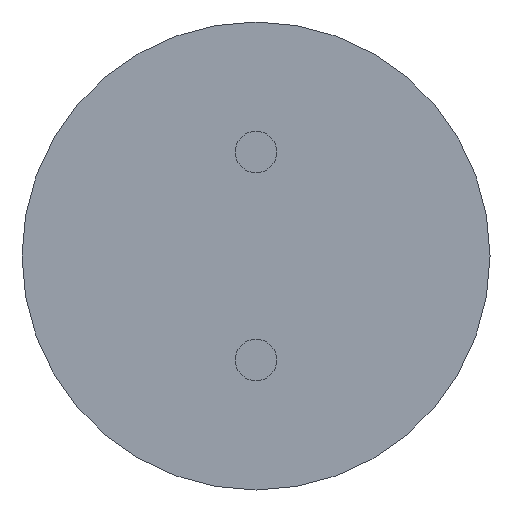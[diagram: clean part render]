
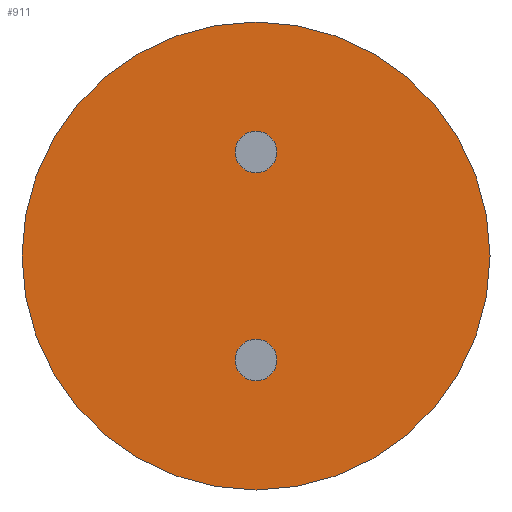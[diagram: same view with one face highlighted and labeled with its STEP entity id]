
A CAD part, front view. The second image highlights one B-rep face of the part: STEP entity #911.
In plain terms, the highlighted planar face has unit normal (0, -1, 0).
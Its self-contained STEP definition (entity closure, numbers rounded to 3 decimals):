
#45 = EDGE_LOOP ( 'NONE', ( #956, #100 ) ) ;
#58 = DIRECTION ( 'NONE',  ( 0., 0., 1. ) ) ;
#64 = CARTESIAN_POINT ( 'NONE',  ( 0., 0., 2. ) ) ;
#91 = AXIS2_PLACEMENT_3D ( 'NONE', #628, #916, #58 ) ;
#100 = ORIENTED_EDGE ( 'NONE', *, *, #983, .F. ) ;
#103 = CARTESIAN_POINT ( 'NONE',  ( 0., 0., -2. ) ) ;
#120 = VERTEX_POINT ( 'NONE', #343 ) ;
#129 = ORIENTED_EDGE ( 'NONE', *, *, #874, .F. ) ;
#132 = EDGE_CURVE ( 'NONE', #182, #189, #820, .T. ) ;
#134 = DIRECTION ( 'NONE',  ( 0., 0., 1. ) ) ;
#137 = AXIS2_PLACEMENT_3D ( 'NONE', #742, #350, #881 ) ;
#139 = CARTESIAN_POINT ( 'NONE',  ( 0., 0., 2.4 ) ) ;
#163 = DIRECTION ( 'NONE',  ( 0., -1., 0. ) ) ;
#166 = CARTESIAN_POINT ( 'NONE',  ( 0., 0., -2.4 ) ) ;
#182 = VERTEX_POINT ( 'NONE', #139 ) ;
#189 = VERTEX_POINT ( 'NONE', #533 ) ;
#206 = DIRECTION ( 'NONE',  ( 0., 1., 0. ) ) ;
#210 = AXIS2_PLACEMENT_3D ( 'NONE', #103, #163, #322 ) ;
#231 = CARTESIAN_POINT ( 'NONE',  ( 0., 0., 0. ) ) ;
#280 = EDGE_LOOP ( 'NONE', ( #500, #129 ) ) ;
#286 = AXIS2_PLACEMENT_3D ( 'NONE', #741, #206, #596 ) ;
#292 = DIRECTION ( 'NONE',  ( 0., 0., 1. ) ) ;
#307 = AXIS2_PLACEMENT_3D ( 'NONE', #64, #381, #292 ) ;
#322 = DIRECTION ( 'NONE',  ( 0., 0., 1. ) ) ;
#343 = CARTESIAN_POINT ( 'NONE',  ( 0., 0., -1.6 ) ) ;
#350 = DIRECTION ( 'NONE',  ( 0., -1., 0. ) ) ;
#381 = DIRECTION ( 'NONE',  ( 0., -1., 0. ) ) ;
#500 = ORIENTED_EDGE ( 'NONE', *, *, #923, .F. ) ;
#504 = ORIENTED_EDGE ( 'NONE', *, *, #579, .F. ) ;
#527 = CIRCLE ( 'NONE', #91, 4.5 ) ;
#529 = CARTESIAN_POINT ( 'NONE',  ( 0., 0., -2. ) ) ;
#533 = CARTESIAN_POINT ( 'NONE',  ( 0., 0., 1.6 ) ) ;
#548 = ORIENTED_EDGE ( 'NONE', *, *, #627, .F. ) ;
#579 = EDGE_CURVE ( 'NONE', #120, #601, #851, .T. ) ;
#596 = DIRECTION ( 'NONE',  ( 0., 0., 1. ) ) ;
#601 = VERTEX_POINT ( 'NONE', #166 ) ;
#602 = CARTESIAN_POINT ( 'NONE',  ( 0., 0., 4.5 ) ) ;
#624 = AXIS2_PLACEMENT_3D ( 'NONE', #231, #993, #134 ) ;
#627 = EDGE_CURVE ( 'NONE', #601, #120, #657, .T. ) ;
#628 = CARTESIAN_POINT ( 'NONE',  ( 0., 0., 0. ) ) ;
#657 = CIRCLE ( 'NONE', #210, 0.4 ) ;
#665 = VERTEX_POINT ( 'NONE', #789 ) ;
#684 = PLANE ( 'NONE',  #624 ) ;
#700 = FACE_OUTER_BOUND ( 'NONE', #280, .T. ) ;
#703 = DIRECTION ( 'NONE',  ( 0., -1., 0. ) ) ;
#704 = CIRCLE ( 'NONE', #307, 0.4 ) ;
#741 = CARTESIAN_POINT ( 'NONE',  ( 0., 0., 0. ) ) ;
#742 = CARTESIAN_POINT ( 'NONE',  ( 0., 0., 2. ) ) ;
#767 = CIRCLE ( 'NONE', #286, 4.5 ) ;
#789 = CARTESIAN_POINT ( 'NONE',  ( 0., 0., -4.5 ) ) ;
#820 = CIRCLE ( 'NONE', #137, 0.4 ) ;
#831 = EDGE_LOOP ( 'NONE', ( #504, #548 ) ) ;
#842 = FACE_BOUND ( 'NONE', #45, .T. ) ;
#851 = CIRCLE ( 'NONE', #940, 0.4 ) ;
#874 = EDGE_CURVE ( 'NONE', #900, #665, #767, .T. ) ;
#881 = DIRECTION ( 'NONE',  ( 0., 0., 1. ) ) ;
#900 = VERTEX_POINT ( 'NONE', #602 ) ;
#911 = ADVANCED_FACE ( 'NONE', ( #700, #1005, #842 ), #684, .F. ) ;
#916 = DIRECTION ( 'NONE',  ( 0., 1., 0. ) ) ;
#923 = EDGE_CURVE ( 'NONE', #665, #900, #527, .T. ) ;
#940 = AXIS2_PLACEMENT_3D ( 'NONE', #529, #703, #1006 ) ;
#956 = ORIENTED_EDGE ( 'NONE', *, *, #132, .F. ) ;
#983 = EDGE_CURVE ( 'NONE', #189, #182, #704, .T. ) ;
#993 = DIRECTION ( 'NONE',  ( 0., 1., 0. ) ) ;
#1005 = FACE_BOUND ( 'NONE', #831, .T. ) ;
#1006 = DIRECTION ( 'NONE',  ( 0., 0., 1. ) ) ;
